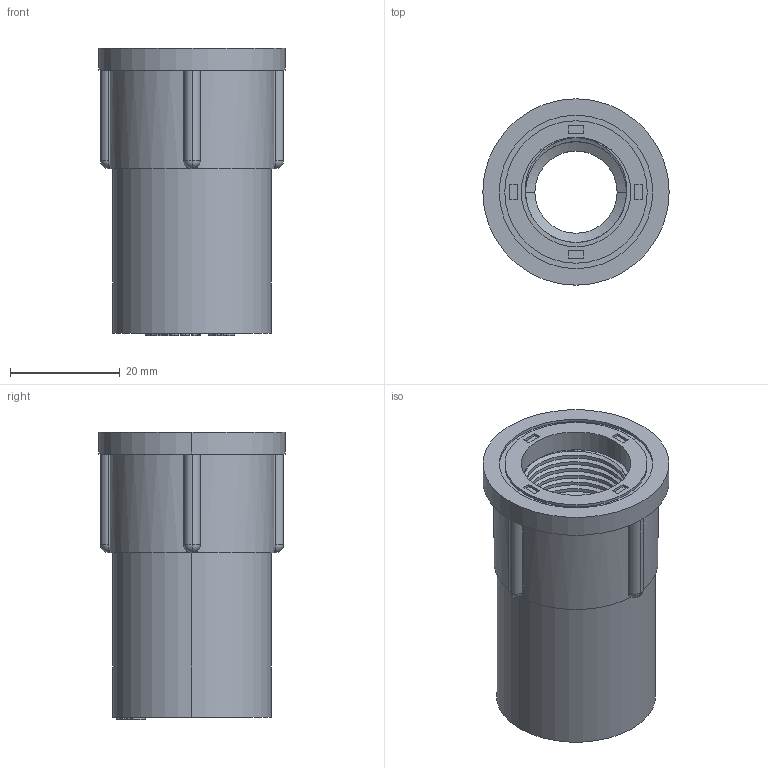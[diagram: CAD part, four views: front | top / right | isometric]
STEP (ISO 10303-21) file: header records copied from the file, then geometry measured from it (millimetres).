
FILE_DESCRIPTION (( 'STEP AP203' ), '1' );
FILE_NAME ('Sok Drat Dalam 1_2 INCH RUCIKA.STEP', '2022-09-20T16:14:26', ( '' ), ( '' ), 'SwSTEP 2.0', 'SolidWorks 2016', '' );
FILE_SCHEMA (( 'CONFIG_CONTROL_DESIGN' ));
Length unit declared in the file: millimetre
Products named in the file (1): Sok Drat Dalam 1_2 INCH RUCIKA
Bounding box: 34 x 34 x 52.5 mm (x, y, z)
Volume: 19140.5 mm3; surface area: 10237.6 mm2
Topology: 1 solids, 1 shells, 217 faces, 558 edges, 356 vertices
Faces by surface type: plane 125, cylinder 50, bspline 30, sphere 8, cone 4
Entity records: 8828 total; most frequent: CARTESIAN_POINT 3785, ORIENTED_EDGE 1100, DIRECTION 891, EDGE_CURVE 550, VECTOR 381, LINE 381, VERTEX_POINT 356, AXIS2_PLACEMENT_3D 255
